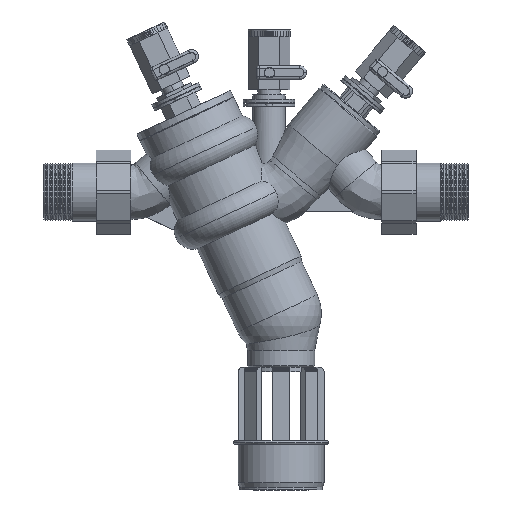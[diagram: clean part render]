
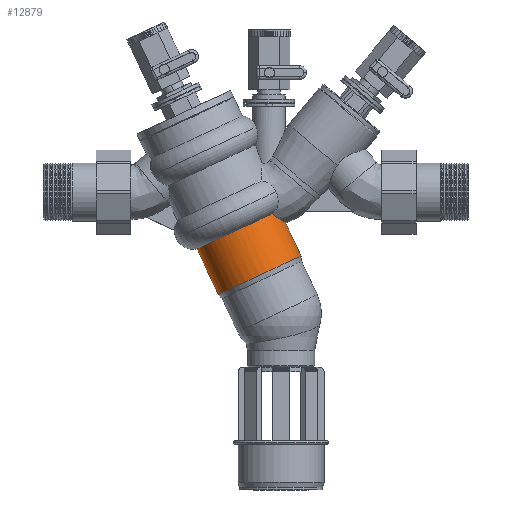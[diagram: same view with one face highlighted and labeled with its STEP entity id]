
A CAD part, front view. The second image highlights one B-rep face of the part: STEP entity #12879.
In plain terms, the highlighted cylindrical face has radius 26.5 mm (diameter 53 mm), a partial arc.
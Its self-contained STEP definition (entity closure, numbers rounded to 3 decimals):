
#5545=VERTEX_POINT('',#15477);
#6039=EDGE_CURVE('',#5545,#9531,#16015,.T.);
#7451=VERTEX_POINT('',#17544);
#9531=VERTEX_POINT('',#19834);
#10105=VERTEX_POINT('',#20464);
#11709=EDGE_CURVE('',#10105,#7451,#22242,.T.);
#12095=EDGE_CURVE('',#14883,#7451,#22657,.T.);
#12519=EDGE_CURVE('',#10105,#9531,#23133,.T.);
#12879=ADVANCED_FACE('',(#23531),#23532,.T.);
#13131=EDGE_CURVE('',#14883,#5545,#23807,.T.);
#14883=VERTEX_POINT('',#25714);
#15477=CARTESIAN_POINT('',(1.788,-15.264,-12.625));
#16015=B_SPLINE_CURVE_WITH_KNOTS('',3,(#28629,#28630,#28631,#28632,#28633,#28634,#28635,#28636,#28637,#28638,#28639,#28640,#28641,#28642),.UNSPECIFIED.,.F.,.F.,(4,2,2,2,2,2,4),(-37.271,-33.062,-28.834,-19.868,-12.264,-5.912,-0.0),.UNSPECIFIED.);
#17544=CARTESIAN_POINT('',(-29.484,0.,-59.523));
#19834=CARTESIAN_POINT('',(9.638,0.,-18.013));
#20464=CARTESIAN_POINT('',(18.55,0.0,-37.124));
#22242=CIRCLE('',#44660,26.5);
#22657=LINE('',#50587,#50588);
#23133=LINE('',#52212,#52213);
#23531=FACE_OUTER_BOUND('',#52800,.T.);
#23532=CYLINDRICAL_SURFACE('',#52801,26.5);
#23807=B_SPLINE_CURVE_WITH_KNOTS('',3,(#53189,#53190,#53191,#53192,#53193,#53194,#53195,#53196,#53197,#53198,#53199,#53200,#53201,#53202,#53203,#53204,#53205,#53206),.UNSPECIFIED.,.F.,.F.,(4,2,2,2,2,2,2,2,4),(-0.0,5.861,11.723,22.075,32.427,42.779,53.131,63.483,67.17),.UNSPECIFIED.);
#25714=CARTESIAN_POINT('',(-41.862,0.,-32.979));
#28629=CARTESIAN_POINT('',(-8.654,-19.346,1.364));
#28630=CARTESIAN_POINT('',(-8.224,-19.506,0.036));
#28631=CARTESIAN_POINT('',(-7.662,-19.537,-1.253));
#28632=CARTESIAN_POINT('',(-6.323,-19.382,-3.726));
#28633=CARTESIAN_POINT('',(-5.551,-19.195,-4.902));
#28634=CARTESIAN_POINT('',(-2.948,-18.307,-8.343));
#28635=CARTESIAN_POINT('',(-0.887,-17.261,-10.371));
#28636=CARTESIAN_POINT('',(2.797,-14.537,-13.49));
#28637=CARTESIAN_POINT('',(4.451,-12.968,-14.689));
#28638=CARTESIAN_POINT('',(7.026,-9.493,-16.429));
#28639=CARTESIAN_POINT('',(8.008,-7.703,-17.036));
#28640=CARTESIAN_POINT('',(9.304,-3.903,-17.821));
#28641=CARTESIAN_POINT('',(9.638,-1.971,-18.013));
#28642=CARTESIAN_POINT('',(9.638,0.0,-18.013));
#44660=AXIS2_PLACEMENT_3D('',#65076,#65077,#65078);
#50587=CARTESIAN_POINT('',(-37.937,0.,-41.397));
#50588=VECTOR('',#65433,1.0);
#52212=CARTESIAN_POINT('',(10.098,0.,-18.998));
#52213=VECTOR('',#66099,1.0);
#52800=EDGE_LOOP('',(#66536,#66537,#66538,#66539,#66540));
#52801=AXIS2_PLACEMENT_3D('',#66541,#66542,#66543);
#53189=CARTESIAN_POINT('',(-41.862,0.,-32.979));
#53190=CARTESIAN_POINT('',(-41.862,-1.954,-32.979));
#53191=CARTESIAN_POINT('',(-41.666,-3.902,-32.888));
#53192=CARTESIAN_POINT('',(-40.89,-7.714,-32.526));
#53193=CARTESIAN_POINT('',(-40.312,-9.567,-32.257));
#53194=CARTESIAN_POINT('',(-38.217,-14.452,-31.28));
#53195=CARTESIAN_POINT('',(-36.341,-17.254,-30.405));
#53196=CARTESIAN_POINT('',(-31.719,-21.904,-28.25));
#53197=CARTESIAN_POINT('',(-29.019,-23.71,-26.991));
#53198=CARTESIAN_POINT('',(-23.144,-26.076,-24.251));
#53199=CARTESIAN_POINT('',(-20.025,-26.615,-22.796));
#53200=CARTESIAN_POINT('',(-13.775,-26.344,-19.882));
#53201=CARTESIAN_POINT('',(-10.704,-25.536,-18.45));
#53202=CARTESIAN_POINT('',(-5.015,-22.666,-15.797));
#53203=CARTESIAN_POINT('',(-2.452,-20.632,-14.602));
#53204=CARTESIAN_POINT('',(0.447,-17.217,-13.25));
#53205=CARTESIAN_POINT('',(1.149,-16.264,-12.923));
#53206=CARTESIAN_POINT('',(1.788,-15.264,-12.625));
#65076=CARTESIAN_POINT('',(-5.467,0.0,-48.324));
#65077=DIRECTION('',(0.423,0.0,-0.906));
#65078=DIRECTION('',(0.906,0.0,0.423));
#65433=DIRECTION('',(0.423,-0.0,-0.906));
#66099=DIRECTION('',(-0.423,0.0,0.906));
#66536=ORIENTED_EDGE('',*,*,#12519,.T.);
#66537=ORIENTED_EDGE('',*,*,#6039,.F.);
#66538=ORIENTED_EDGE('',*,*,#13131,.F.);
#66539=ORIENTED_EDGE('',*,*,#12095,.T.);
#66540=ORIENTED_EDGE('',*,*,#11709,.F.);
#66541=CARTESIAN_POINT('',(-13.92,0.0,-30.198));
#66542=DIRECTION('',(0.423,-0.0,-0.906));
#66543=DIRECTION('',(0.906,0.0,0.423));
